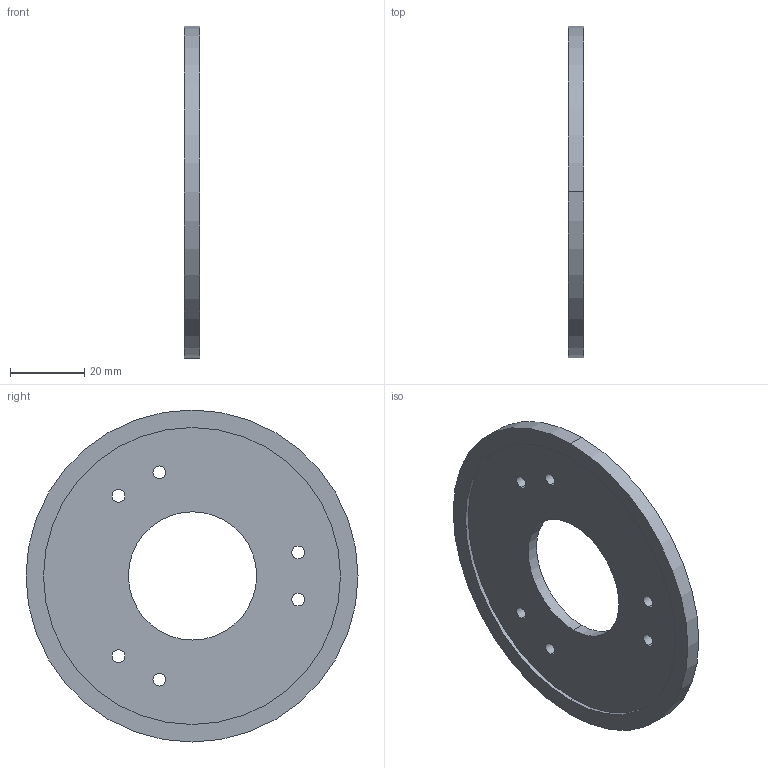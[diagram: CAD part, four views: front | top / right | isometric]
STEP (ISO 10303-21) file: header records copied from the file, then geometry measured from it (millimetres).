
FILE_DESCRIPTION (( 'STEP AP214' ), '1' );
FILE_NAME ('RearHubCaps_NFR25_step.STEP', '2025-01-03T12:36:34', ( '' ), ( '' ), 'SwSTEP 2.0', 'SolidWorks 2024', '' );
FILE_SCHEMA (( 'AUTOMOTIVE_DESIGN' ));
Length unit declared in the file: inch
Products named in the file (1): RearHubCaps_NFR25_step
Bounding box: 4.19 x 89.41 x 89.41 mm (x, y, z)
Volume: 18051.3 mm3; surface area: 12553.6 mm2
Topology: 1 solids, 1 shells, 21 faces, 54 edges, 36 vertices
Faces by surface type: cylinder 18, plane 3
Entity records: 719 total; most frequent: DIRECTION 134, CARTESIAN_POINT 112, ORIENTED_EDGE 108, AXIS2_PLACEMENT_3D 58, EDGE_CURVE 54, CIRCLE 36, EDGE_LOOP 36, VERTEX_POINT 36
